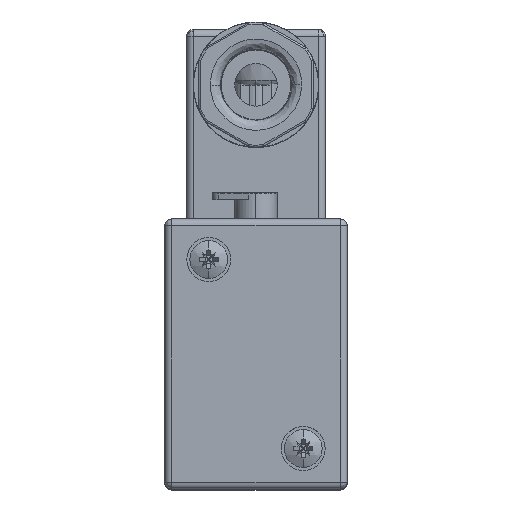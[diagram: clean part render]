
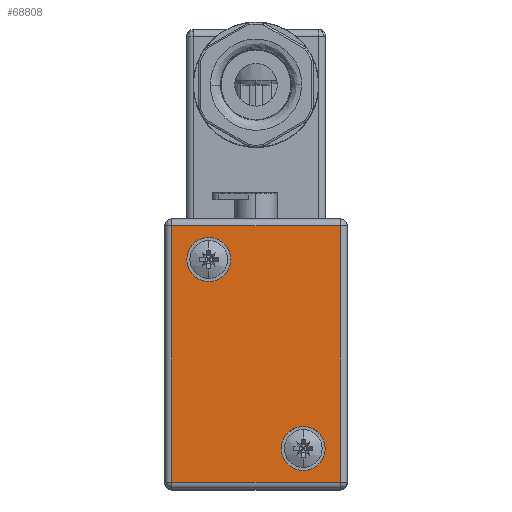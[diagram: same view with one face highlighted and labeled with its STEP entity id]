
A CAD part, top view. The second image highlights one B-rep face of the part: STEP entity #68808.
In plain terms, the highlighted planar face has unit normal (0, 0, 1).
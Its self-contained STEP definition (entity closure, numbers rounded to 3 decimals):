
#163 = DIRECTION ( 'NONE',  ( 0., 0., 1. ) ) ;
#167 = VECTOR ( 'NONE', #37342, 1000. ) ;
#1177 = ORIENTED_EDGE ( 'NONE', *, *, #55639, .F. ) ;
#2104 = ORIENTED_EDGE ( 'NONE', *, *, #62826, .F. ) ;
#2421 = EDGE_LOOP ( 'NONE', ( #2104, #34724 ) ) ;
#2952 = DIRECTION ( 'NONE',  ( 0., 0., 1. ) ) ;
#3332 = LINE ( 'NONE', #19144, #30213 ) ;
#3778 = VERTEX_POINT ( 'NONE', #38307 ) ;
#5698 = VERTEX_POINT ( 'NONE', #50592 ) ;
#5917 = DIRECTION ( 'NONE',  ( 0., 0., 1. ) ) ;
#6833 = ORIENTED_EDGE ( 'NONE', *, *, #21289, .F. ) ;
#6871 = CARTESIAN_POINT ( 'NONE',  ( -77.445, 42.837, 51.105 ) ) ;
#8213 = EDGE_CURVE ( 'NONE', #66267, #12997, #3332, .T. ) ;
#10118 = CARTESIAN_POINT ( 'NONE',  ( -64.945, 42.837, 51.105 ) ) ;
#11321 = VERTEX_POINT ( 'NONE', #34704 ) ;
#12997 = VERTEX_POINT ( 'NONE', #13993 ) ;
#13204 = VECTOR ( 'NONE', #33531, 1000. ) ;
#13993 = CARTESIAN_POINT ( 'NONE',  ( -77.445, 80.837, 51.105 ) ) ;
#14500 = LINE ( 'NONE', #10118, #167 ) ;
#15492 = AXIS2_PLACEMENT_3D ( 'NONE', #52382, #20213, #57774 ) ;
#16474 = AXIS2_PLACEMENT_3D ( 'NONE', #35124, #2952, #40569 ) ;
#19069 = CIRCLE ( 'NONE', #43369, 3.25 ) ;
#19144 = CARTESIAN_POINT ( 'NONE',  ( -77.445, 61.837, 51.105 ) ) ;
#19220 = DIRECTION ( 'NONE',  ( 0., 0., -1. ) ) ;
#19651 = AXIS2_PLACEMENT_3D ( 'NONE', #38096, #5917, #43524 ) ;
#19708 = FACE_BOUND ( 'NONE', #40261, .T. ) ;
#20213 = DIRECTION ( 'NONE',  ( 0., 0., 1. ) ) ;
#21289 = EDGE_CURVE ( 'NONE', #5698, #58624, #22139, .T. ) ;
#22139 = LINE ( 'NONE', #54393, #49039 ) ;
#22420 = CARTESIAN_POINT ( 'NONE',  ( -68.695, 75.837, 51.105 ) ) ;
#24451 = ORIENTED_EDGE ( 'NONE', *, *, #40562, .F. ) ;
#25059 = EDGE_LOOP ( 'NONE', ( #42603, #6833, #1177, #67279 ) ) ;
#27955 = CARTESIAN_POINT ( 'NONE',  ( -52.445, 42.837, 51.105 ) ) ;
#29999 = CARTESIAN_POINT ( 'NONE',  ( -64.945, 61.837, 51.105 ) ) ;
#30213 = VECTOR ( 'NONE', #67447, 1000. ) ;
#32279 = FACE_BOUND ( 'NONE', #2421, .T. ) ;
#32347 = CARTESIAN_POINT ( 'NONE',  ( -71.945, 75.837, 51.105 ) ) ;
#33531 = DIRECTION ( 'NONE',  ( 1., 0., 0. ) ) ;
#33972 = FACE_OUTER_BOUND ( 'NONE', #25059, .T. ) ;
#34704 = CARTESIAN_POINT ( 'NONE',  ( -75.195, 75.837, 51.105 ) ) ;
#34724 = ORIENTED_EDGE ( 'NONE', *, *, #36831, .F. ) ;
#35124 = CARTESIAN_POINT ( 'NONE',  ( -57.945, 47.837, 51.105 ) ) ;
#35403 = PLANE ( 'NONE',  #45442 ) ;
#36831 = EDGE_CURVE ( 'NONE', #11321, #41213, #19069, .T. ) ;
#37342 = DIRECTION ( 'NONE',  ( -1., 0., 0. ) ) ;
#37760 = DIRECTION ( 'NONE',  ( 1., 0., 0. ) ) ;
#38039 = CIRCLE ( 'NONE', #19651, 3.25 ) ;
#38096 = CARTESIAN_POINT ( 'NONE',  ( -57.945, 47.837, 51.105 ) ) ;
#38307 = CARTESIAN_POINT ( 'NONE',  ( -54.695, 47.837, 51.105 ) ) ;
#38964 = CARTESIAN_POINT ( 'NONE',  ( -64.945, 80.837, 51.105 ) ) ;
#40261 = EDGE_LOOP ( 'NONE', ( #46557, #24451 ) ) ;
#40562 = EDGE_CURVE ( 'NONE', #40658, #3778, #61479, .T. ) ;
#40569 = DIRECTION ( 'NONE',  ( 1., 0., 0. ) ) ;
#40658 = VERTEX_POINT ( 'NONE', #62310 ) ;
#40864 = DIRECTION ( 'NONE',  ( -1., 0., 0. ) ) ;
#41213 = VERTEX_POINT ( 'NONE', #22420 ) ;
#42603 = ORIENTED_EDGE ( 'NONE', *, *, #61562, .F. ) ;
#43369 = AXIS2_PLACEMENT_3D ( 'NONE', #32347, #163, #37760 ) ;
#43524 = DIRECTION ( 'NONE',  ( 1., 0., 0. ) ) ;
#44645 = CIRCLE ( 'NONE', #15492, 3.25 ) ;
#45442 = AXIS2_PLACEMENT_3D ( 'NONE', #29999, #19220, #40864 ) ;
#46557 = ORIENTED_EDGE ( 'NONE', *, *, #52627, .F. ) ;
#49039 = VECTOR ( 'NONE', #59775, 1000. ) ;
#50592 = CARTESIAN_POINT ( 'NONE',  ( -52.445, 80.837, 51.105 ) ) ;
#52382 = CARTESIAN_POINT ( 'NONE',  ( -71.945, 75.837, 51.105 ) ) ;
#52627 = EDGE_CURVE ( 'NONE', #3778, #40658, #38039, .T. ) ;
#54393 = CARTESIAN_POINT ( 'NONE',  ( -52.445, 61.837, 51.105 ) ) ;
#55639 = EDGE_CURVE ( 'NONE', #12997, #5698, #56031, .T. ) ;
#56031 = LINE ( 'NONE', #38964, #13204 ) ;
#57774 = DIRECTION ( 'NONE',  ( 1., 0., 0. ) ) ;
#58624 = VERTEX_POINT ( 'NONE', #27955 ) ;
#59775 = DIRECTION ( 'NONE',  ( 0., -1., 0. ) ) ;
#61479 = CIRCLE ( 'NONE', #16474, 3.25 ) ;
#61562 = EDGE_CURVE ( 'NONE', #58624, #66267, #14500, .T. ) ;
#62310 = CARTESIAN_POINT ( 'NONE',  ( -61.195, 47.837, 51.105 ) ) ;
#62826 = EDGE_CURVE ( 'NONE', #41213, #11321, #44645, .T. ) ;
#66267 = VERTEX_POINT ( 'NONE', #6871 ) ;
#67279 = ORIENTED_EDGE ( 'NONE', *, *, #8213, .F. ) ;
#67447 = DIRECTION ( 'NONE',  ( 0., 1., 0. ) ) ;
#68808 = ADVANCED_FACE ( 'NONE', ( #19708, #32279, #33972 ), #35403, .F. ) ;
